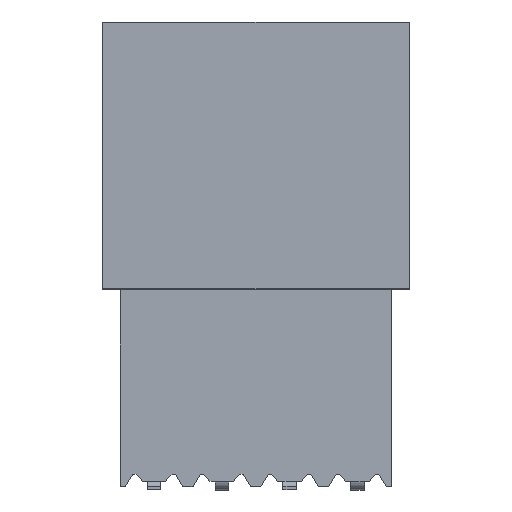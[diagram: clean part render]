
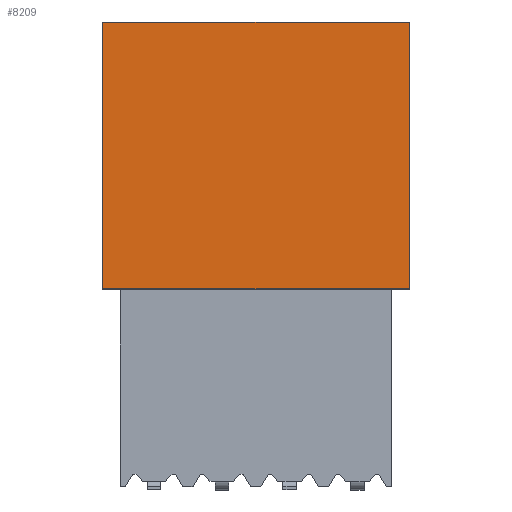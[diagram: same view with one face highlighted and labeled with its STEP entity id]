
A CAD part, top view. The second image highlights one B-rep face of the part: STEP entity #8209.
In plain terms, the highlighted planar face has unit normal (0, 0, 1).
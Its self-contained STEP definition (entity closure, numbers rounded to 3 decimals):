
#7900 = VERTEX_POINT('',#7901);
#7901 = CARTESIAN_POINT('',(5.75,7.4,1.2));
#7910 = PLANE('',#7911);
#7911 = AXIS2_PLACEMENT_3D('',#7912,#7913,#7914);
#7912 = CARTESIAN_POINT('',(5.75,7.4,1.2));
#7913 = DIRECTION('',(-1.,0.,0.));
#7914 = DIRECTION('',(0.,0.,-1.));
#7922 = PLANE('',#7923);
#7923 = AXIS2_PLACEMENT_3D('',#7924,#7925,#7926);
#7924 = CARTESIAN_POINT('',(5.75,7.4,1.2));
#7925 = DIRECTION('',(0.,1.,0.));
#7926 = DIRECTION('',(0.,0.,-1.));
#7934 = EDGE_CURVE('',#7900,#7935,#7937,.T.);
#7935 = VERTEX_POINT('',#7936);
#7936 = CARTESIAN_POINT('',(5.75,17.4,1.2));
#7937 = SURFACE_CURVE('',#7938,(#7942,#7949),.PCURVE_S1.);
#7938 = LINE('',#7939,#7940);
#7939 = CARTESIAN_POINT('',(5.75,7.4,1.2));
#7940 = VECTOR('',#7941,1.);
#7941 = DIRECTION('',(0.,1.,0.));
#7942 = PCURVE('',#7910,#7943);
#7943 = DEFINITIONAL_REPRESENTATION('',(#7944),#7948);
#7944 = LINE('',#7945,#7946);
#7945 = CARTESIAN_POINT('',(0.,0.));
#7946 = VECTOR('',#7947,1.);
#7947 = DIRECTION('',(0.,-1.));
#7948 = ( GEOMETRIC_REPRESENTATION_CONTEXT(2) 
PARAMETRIC_REPRESENTATION_CONTEXT() REPRESENTATION_CONTEXT('2D SPACE',''
  ) );
#7949 = PCURVE('',#7950,#7955);
#7950 = PLANE('',#7951);
#7951 = AXIS2_PLACEMENT_3D('',#7952,#7953,#7954);
#7952 = CARTESIAN_POINT('',(5.75,7.4,1.2));
#7953 = DIRECTION('',(0.,0.,-1.));
#7954 = DIRECTION('',(-1.,0.,0.));
#7955 = DEFINITIONAL_REPRESENTATION('',(#7956),#7960);
#7956 = LINE('',#7957,#7958);
#7957 = CARTESIAN_POINT('',(0.,0.));
#7958 = VECTOR('',#7959,1.);
#7959 = DIRECTION('',(0.,1.));
#7960 = ( GEOMETRIC_REPRESENTATION_CONTEXT(2) 
PARAMETRIC_REPRESENTATION_CONTEXT() REPRESENTATION_CONTEXT('2D SPACE',''
  ) );
#7978 = PLANE('',#7979);
#7979 = AXIS2_PLACEMENT_3D('',#7980,#7981,#7982);
#7980 = CARTESIAN_POINT('',(5.75,17.4,1.2));
#7981 = DIRECTION('',(0.,1.,0.));
#7982 = DIRECTION('',(0.,0.,-1.));
#8020 = VERTEX_POINT('',#8021);
#8021 = CARTESIAN_POINT('',(-5.73,7.4,1.2));
#8030 = PLANE('',#8031);
#8031 = AXIS2_PLACEMENT_3D('',#8032,#8033,#8034);
#8032 = CARTESIAN_POINT('',(-5.73,7.4,1.2));
#8033 = DIRECTION('',(-1.,0.,0.));
#8034 = DIRECTION('',(0.,0.,-1.));
#8049 = EDGE_CURVE('',#8020,#8050,#8052,.T.);
#8050 = VERTEX_POINT('',#8051);
#8051 = CARTESIAN_POINT('',(-5.73,17.4,1.2));
#8052 = SURFACE_CURVE('',#8053,(#8057,#8064),.PCURVE_S1.);
#8053 = LINE('',#8054,#8055);
#8054 = CARTESIAN_POINT('',(-5.73,7.4,1.2));
#8055 = VECTOR('',#8056,1.);
#8056 = DIRECTION('',(0.,1.,0.));
#8057 = PCURVE('',#8030,#8058);
#8058 = DEFINITIONAL_REPRESENTATION('',(#8059),#8063);
#8059 = LINE('',#8060,#8061);
#8060 = CARTESIAN_POINT('',(0.,0.));
#8061 = VECTOR('',#8062,1.);
#8062 = DIRECTION('',(0.,-1.));
#8063 = ( GEOMETRIC_REPRESENTATION_CONTEXT(2) 
PARAMETRIC_REPRESENTATION_CONTEXT() REPRESENTATION_CONTEXT('2D SPACE',''
  ) );
#8064 = PCURVE('',#7950,#8065);
#8065 = DEFINITIONAL_REPRESENTATION('',(#8066),#8070);
#8066 = LINE('',#8067,#8068);
#8067 = CARTESIAN_POINT('',(11.48,0.));
#8068 = VECTOR('',#8069,1.);
#8069 = DIRECTION('',(0.,1.));
#8070 = ( GEOMETRIC_REPRESENTATION_CONTEXT(2) 
PARAMETRIC_REPRESENTATION_CONTEXT() REPRESENTATION_CONTEXT('2D SPACE',''
  ) );
#8119 = EDGE_CURVE('',#7900,#8020,#8120,.T.);
#8120 = SURFACE_CURVE('',#8121,(#8125,#8132),.PCURVE_S1.);
#8121 = LINE('',#8122,#8123);
#8122 = CARTESIAN_POINT('',(5.75,7.4,1.2));
#8123 = VECTOR('',#8124,1.);
#8124 = DIRECTION('',(-1.,0.,0.));
#8125 = PCURVE('',#7922,#8126);
#8126 = DEFINITIONAL_REPRESENTATION('',(#8127),#8131);
#8127 = LINE('',#8128,#8129);
#8128 = CARTESIAN_POINT('',(0.,0.));
#8129 = VECTOR('',#8130,1.);
#8130 = DIRECTION('',(0.,1.));
#8131 = ( GEOMETRIC_REPRESENTATION_CONTEXT(2) 
PARAMETRIC_REPRESENTATION_CONTEXT() REPRESENTATION_CONTEXT('2D SPACE',''
  ) );
#8132 = PCURVE('',#7950,#8133);
#8133 = DEFINITIONAL_REPRESENTATION('',(#8134),#8138);
#8134 = LINE('',#8135,#8136);
#8135 = CARTESIAN_POINT('',(0.,0.));
#8136 = VECTOR('',#8137,1.);
#8137 = DIRECTION('',(1.,0.));
#8138 = ( GEOMETRIC_REPRESENTATION_CONTEXT(2) 
PARAMETRIC_REPRESENTATION_CONTEXT() REPRESENTATION_CONTEXT('2D SPACE',''
  ) );
#8166 = EDGE_CURVE('',#7935,#8050,#8167,.T.);
#8167 = SURFACE_CURVE('',#8168,(#8172,#8179),.PCURVE_S1.);
#8168 = LINE('',#8169,#8170);
#8169 = CARTESIAN_POINT('',(5.75,17.4,1.2));
#8170 = VECTOR('',#8171,1.);
#8171 = DIRECTION('',(-1.,0.,0.));
#8172 = PCURVE('',#7978,#8173);
#8173 = DEFINITIONAL_REPRESENTATION('',(#8174),#8178);
#8174 = LINE('',#8175,#8176);
#8175 = CARTESIAN_POINT('',(0.,0.));
#8176 = VECTOR('',#8177,1.);
#8177 = DIRECTION('',(0.,1.));
#8178 = ( GEOMETRIC_REPRESENTATION_CONTEXT(2) 
PARAMETRIC_REPRESENTATION_CONTEXT() REPRESENTATION_CONTEXT('2D SPACE',''
  ) );
#8179 = PCURVE('',#7950,#8180);
#8180 = DEFINITIONAL_REPRESENTATION('',(#8181),#8185);
#8181 = LINE('',#8182,#8183);
#8182 = CARTESIAN_POINT('',(0.,10.));
#8183 = VECTOR('',#8184,1.);
#8184 = DIRECTION('',(1.,0.));
#8185 = ( GEOMETRIC_REPRESENTATION_CONTEXT(2) 
PARAMETRIC_REPRESENTATION_CONTEXT() REPRESENTATION_CONTEXT('2D SPACE',''
  ) );
#8209 = ADVANCED_FACE('',(#8210),#7950,.F.);
#8210 = FACE_BOUND('',#8211,.F.);
#8211 = EDGE_LOOP('',(#8212,#8213,#8214,#8215));
#8212 = ORIENTED_EDGE('',*,*,#7934,.F.);
#8213 = ORIENTED_EDGE('',*,*,#8119,.T.);
#8214 = ORIENTED_EDGE('',*,*,#8049,.T.);
#8215 = ORIENTED_EDGE('',*,*,#8166,.F.);
